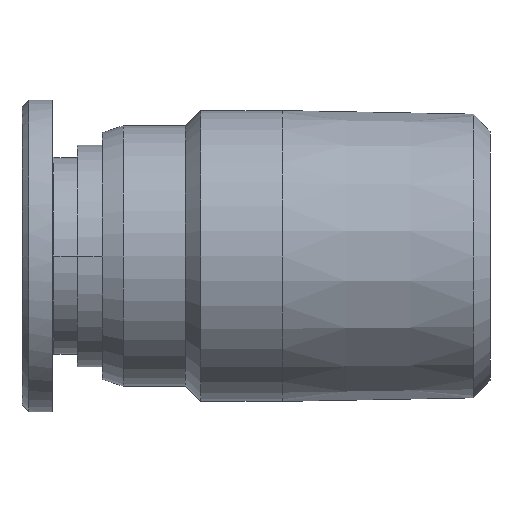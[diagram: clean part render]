
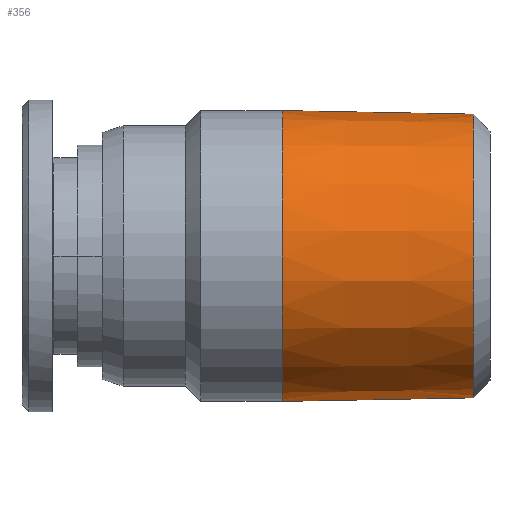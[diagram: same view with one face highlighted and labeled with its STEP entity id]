
A CAD part, front view. The second image highlights one B-rep face of the part: STEP entity #356.
In plain terms, the highlighted conical face has half-angle 1.06 degrees and reference radius 10.361 mm.
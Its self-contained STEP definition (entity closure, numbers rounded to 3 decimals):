
#143=CARTESIAN_POINT('',(-4.5,0.0,10.5));
#144=VERTEX_POINT('',#143);
#160=CARTESIAN_POINT('',(-4.5,0.,-10.5));
#161=VERTEX_POINT('',#160);
#168=CARTESIAN_POINT('',(-4.5,0.0,0.0));
#169=DIRECTION('',(1.0,0.0,0.0));
#170=DIRECTION('',(0.0,0.0,1.0));
#171=AXIS2_PLACEMENT_3D('',#168,#169,#170);
#172=CIRCLE('',#171,10.5);
#173=EDGE_CURVE('',#144,#161,#172,.T.);
#325=CARTESIAN_POINT('',(3.,0.0,0.0));
#326=DIRECTION('',(-1.0,0.0,0.0));
#327=DIRECTION('',(0.0,0.0,1.0));
#328=AXIS2_PLACEMENT_3D('',#325,#326,#327);
#329=CONICAL_SURFACE('',#328,10.361,1.06);
#330=CARTESIAN_POINT('',(9.3,0.,10.245));
#331=VERTEX_POINT('',#330);
#332=CARTESIAN_POINT('',(-4.5,0.0,10.5));
#333=DIRECTION('',(1.,0.,-0.018));
#334=VECTOR('',#333,13.803);
#335=LINE('',#332,#334);
#336=EDGE_CURVE('',#144,#331,#335,.T.);
#337=ORIENTED_EDGE('',*,*,#336,.F.);
#338=ORIENTED_EDGE('',*,*,#173,.T.);
#339=CARTESIAN_POINT('',(9.3,0.,-10.245));
#340=VERTEX_POINT('',#339);
#341=CARTESIAN_POINT('',(9.3,0.,-10.245));
#342=DIRECTION('',(-1.,0.,-0.018));
#343=VECTOR('',#342,13.803);
#344=LINE('',#341,#343);
#345=EDGE_CURVE('',#340,#161,#344,.T.);
#346=ORIENTED_EDGE('',*,*,#345,.F.);
#347=CARTESIAN_POINT('',(9.3,0.,0.0));
#348=DIRECTION('',(1.0,0.0,0.0));
#349=DIRECTION('',(0.0,0.0,-1.0));
#350=AXIS2_PLACEMENT_3D('',#347,#348,#349);
#351=CIRCLE('',#350,10.245);
#352=EDGE_CURVE('',#331,#340,#351,.T.);
#353=ORIENTED_EDGE('',*,*,#352,.F.);
#354=EDGE_LOOP('',(#337,#338,#346,#353));
#355=FACE_OUTER_BOUND('',#354,.T.);
#356=ADVANCED_FACE('',(#355),#329,.T.);
